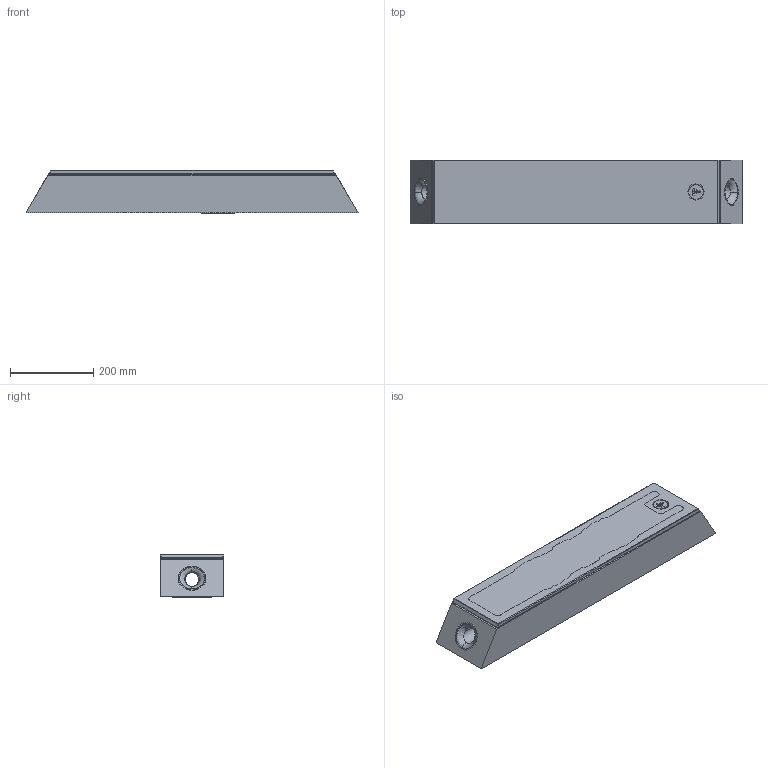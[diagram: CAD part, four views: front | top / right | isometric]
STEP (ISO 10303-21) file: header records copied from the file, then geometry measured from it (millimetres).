
FILE_DESCRIPTION (( 'STEP AP214' ), '1' );
FILE_NAME ('ON WALL 301.STEP', '2022-05-13T14:33:16', ( '' ), ( '' ), 'SwSTEP 2.0', 'SolidWorks 2021', '' );
FILE_SCHEMA (( 'AUTOMOTIVE_DESIGN' ));
Length unit declared in the file: millimetre
Products named in the file (1): ON WALL 301
Bounding box: 800 x 154 x 105.61 mm (x, y, z)
Volume: 5340015.8 mm3; surface area: 1143782.4 mm2
Topology: 15 solids, 32 shells, 1573 faces, 4121 edges, 2666 vertices
Faces by surface type: cylinder 556, bspline 353, plane 348, cone 192, torus 90, sphere 34
Entity records: 102467 total; most frequent: CARTESIAN_POINT 49051, ORIENTED_EDGE 8214, DIRECTION 6843, EDGE_CURVE 4107, AXIS2_PLACEMENT_3D 2789, VERTEX_POINT 2664, EDGE_LOOP 1713, FACE_OUTER_BOUND 1571
